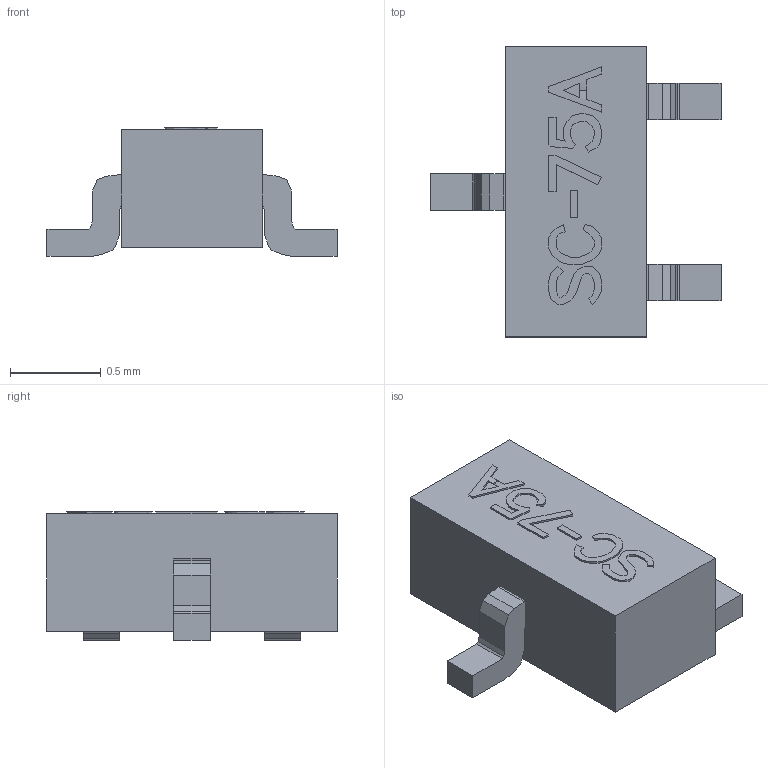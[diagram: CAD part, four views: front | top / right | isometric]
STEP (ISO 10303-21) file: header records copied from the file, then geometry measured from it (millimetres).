
FILE_DESCRIPTION (( 'STEP AP214' ), '1' );
FILE_NAME ('SW3dPS-SC-75A.STEP', '2009-08-26T13:19:27', ( 'SysAdmin' ), ( 'SolidWorks' ), 'SwSTEP 2.0', 'SolidWorks 2009', '' );
FILE_SCHEMA (( 'AUTOMOTIVE_DESIGN' ));
Length unit declared in the file: millimetre
Products named in the file (22): SW3dPS-SC-75A; SW3dPS-SC-75A_Extruded13; SW3dPS-SC-75A_422102609; SW3dPS-SC-75A_Free-Models2; SW3dPS-SC-75A_422103249; SW3dPS-SC-75A_Extruded10; SW3dPS-SC-75A_422105809; SW3dPS-SC-75A_Extruded9; SW3dPS-SC-75A_422105041; SW3dPS-SC-75A_Extruded15; SW3dPS-SC-75A_422103633; SW3dPS-SC-75A_Extruded11; SW3dPS-SC-75A_422104657; SW3dPS-SC-75A_Extruded14; SW3dPS-SC-75A_422104529; SW3dPS-SC-75A_Extruded8; SW3dPS-SC-75A_Free-Models3; SW3dPS-SC-75A_Board2; SW3dPS-SC-75A_PIN1; SW3dPS-SC-75A_Board3; SW3dPS-SC-75A_Extruded12; SW3dPS-SC-75A_422102481
Assembly tree (23 placements, depth 6):
  SW3dPS-SC-75A
    SW3dPS-SC-75A_Free-Models2
      SW3dPS-SC-75A_422104657
        SW3dPS-SC-75A_Extruded11
      SW3dPS-SC-75A_422105041
        SW3dPS-SC-75A_Extruded9
      SW3dPS-SC-75A_422102609
        SW3dPS-SC-75A_Extruded13
      SW3dPS-SC-75A_422103249
        SW3dPS-SC-75A_Extruded15
      SW3dPS-SC-75A_422105809
        SW3dPS-SC-75A_Extruded10
      SW3dPS-SC-75A_422103633
        SW3dPS-SC-75A_Extruded8
      SW3dPS-SC-75A_PIN1  x3
        SW3dPS-SC-75A_Free-Models3
          SW3dPS-SC-75A_422102481
            SW3dPS-SC-75A_Extruded12
        SW3dPS-SC-75A_Board2
      SW3dPS-SC-75A_422104529
        SW3dPS-SC-75A_Extruded14
    SW3dPS-SC-75A_Board3
Bounding box: 1.6 x 1.6 x 0.71 mm (x, y, z)
Volume: 0.9 mm3; surface area: 7.7 mm2
Topology: 13 solids, 15 shells, 232 faces, 611 edges, 408 vertices
Faces by surface type: plane 232
Entity records: 6246 total; most frequent: CARTESIAN_POINT 1017, ORIENTED_EDGE 954, DIRECTION 915, EDGE_CURVE 479, VECTOR 479, LINE 479, VERTEX_POINT 320, AXIS2_PLACEMENT_3D 218
